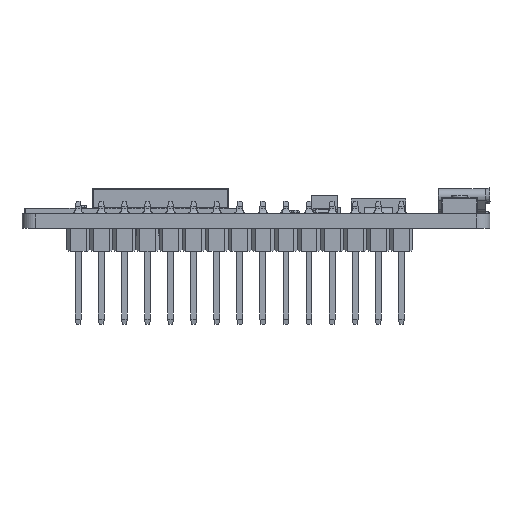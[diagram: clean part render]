
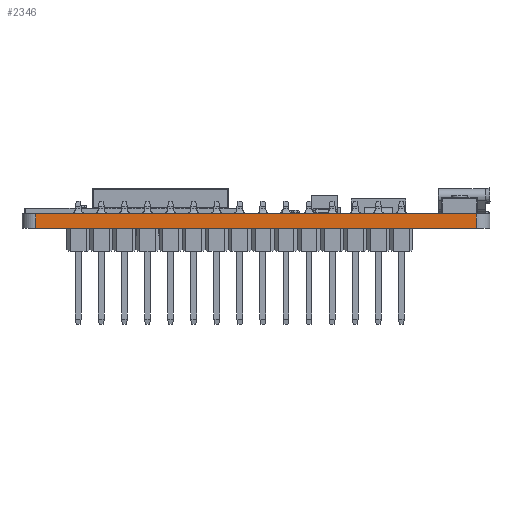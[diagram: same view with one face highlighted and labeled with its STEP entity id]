
A CAD part, left-side view. The second image highlights one B-rep face of the part: STEP entity #2346.
In plain terms, the highlighted face is planar.
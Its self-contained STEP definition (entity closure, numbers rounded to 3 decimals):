
#2346=ADVANCED_FACE('',(#13691),#13693,.T.);
#13691=FACE_BOUND('',#13692,.T.);
#13692=EDGE_LOOP('',(#25537,#25538,#25539,#25540));
#13693=PLANE('',#13694);
#13694=AXIS2_PLACEMENT_3D('',#13695,#13696,#13697);
#13695=CARTESIAN_POINT('',(0.,-51.5,-14.075));
#13696=DIRECTION('',(0.,0.,-1.));
#13697=DIRECTION('',(0.,1.,0.));
#25537=ORIENTED_EDGE('',*,*,#32890,.F.);
#25538=ORIENTED_EDGE('',*,*,#32935,.T.);
#25539=ORIENTED_EDGE('',*,*,#32839,.T.);
#25540=ORIENTED_EDGE('',*,*,#32934,.F.);
#32839=EDGE_CURVE('',#36192,#36190,#36193,.T.);
#32890=EDGE_CURVE('',#36292,#36294,#36295,.T.);
#32934=EDGE_CURVE('',#36294,#36190,#36375,.T.);
#32935=EDGE_CURVE('',#36292,#36192,#36376,.T.);
#36190=VERTEX_POINT('',#41693);
#36192=VERTEX_POINT('',#41698);
#36193=LINE('',#41699,#41700);
#36292=VERTEX_POINT('',#41940);
#36294=VERTEX_POINT('',#41945);
#36295=LINE('',#41946,#41947);
#36375=LINE('',#42149,#42150);
#36376=LINE('',#42152,#42153);
#41693=CARTESIAN_POINT('',(0.,-1.5,-14.075));
#41698=CARTESIAN_POINT('',(0.,-50.,-14.075));
#41699=CARTESIAN_POINT('',(0.,-50.,-14.075));
#41700=VECTOR('',#41701,1.);
#41701=DIRECTION('',(0.,1.,0.));
#41940=CARTESIAN_POINT('',(1.6,-50.,-14.075));
#41945=CARTESIAN_POINT('',(1.6,-1.5,-14.075));
#41946=CARTESIAN_POINT('',(1.6,-50.,-14.075));
#41947=VECTOR('',#41948,1.);
#41948=DIRECTION('',(0.,1.,0.));
#42149=CARTESIAN_POINT('',(1.6,-1.5,-14.075));
#42150=VECTOR('',#42151,1.);
#42151=DIRECTION('',(-1.,0.,0.));
#42152=CARTESIAN_POINT('',(1.6,-50.,-14.075));
#42153=VECTOR('',#42154,1.);
#42154=DIRECTION('',(-1.,0.,0.));
